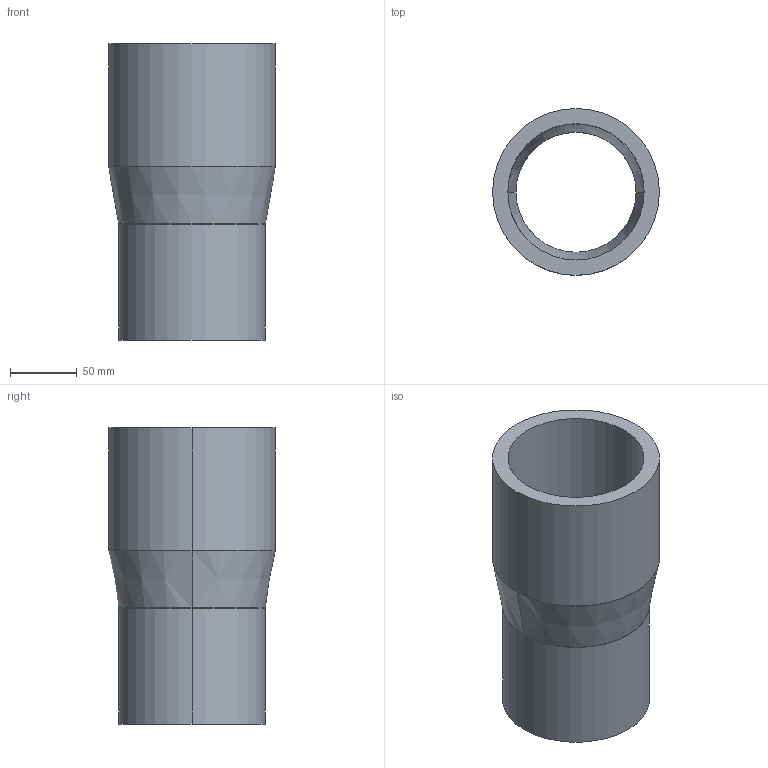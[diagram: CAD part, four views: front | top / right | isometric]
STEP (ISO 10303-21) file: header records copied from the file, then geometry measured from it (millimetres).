
FILE_DESCRIPTION (( 'STEP AP203' ), '1' );
FILE_NAME ('Reducer SDR11_001 117 0080 0126.step', '2022-09-30T11:21:44', ( '' ), ( '' ), 'SwSTEP 2.0', 'SolidWorks 2021', '' );
FILE_SCHEMA (( 'CONFIG_CONTROL_DESIGN' ));
Length unit declared in the file: millimetre
Products named in the file (1): Reducer SDR11_001 117 0080 0126
Bounding box: 125 x 125 x 222 mm (x, y, z)
Volume: 809442.4 mm3; surface area: 156638.8 mm2
Topology: 1 solids, 1 shells, 22 faces, 44 edges, 24 vertices
Faces by surface type: torus 8, cylinder 8, cone 4, plane 2
Entity records: 653 total; most frequent: DIRECTION 122, CARTESIAN_POINT 91, ORIENTED_EDGE 88, AXIS2_PLACEMENT_3D 55, EDGE_CURVE 44, CIRCLE 32, VERTEX_POINT 24, EDGE_LOOP 24
